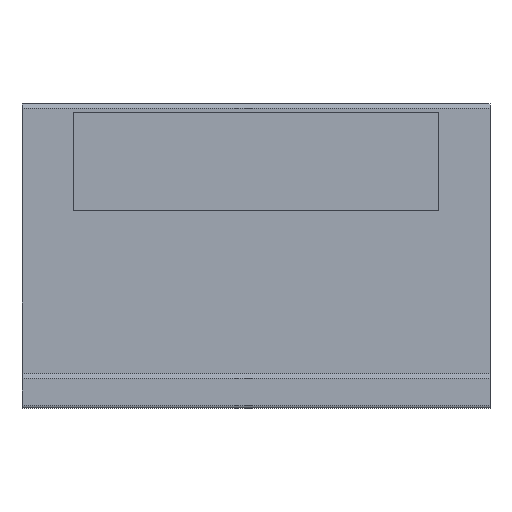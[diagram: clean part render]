
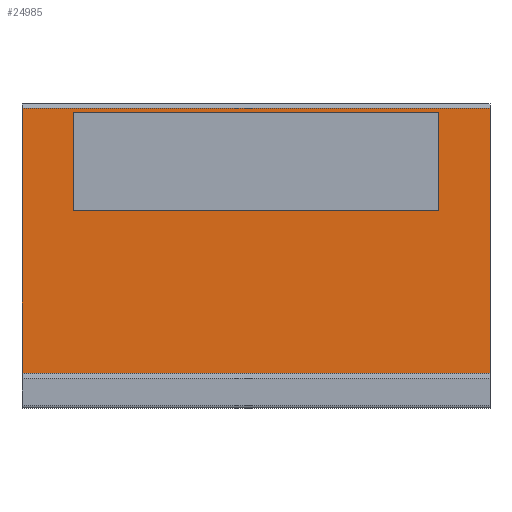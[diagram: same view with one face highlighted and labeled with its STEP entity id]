
A CAD part, front view. The second image highlights one B-rep face of the part: STEP entity #24985.
In plain terms, the highlighted planar face has unit normal (0, -1, 0).
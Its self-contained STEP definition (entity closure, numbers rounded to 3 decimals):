
#3011=CARTESIAN_POINT('',(88.0,-23.,52.718));
#3012=VERTEX_POINT('',#3011);
#3019=CARTESIAN_POINT('',(88.0,-23.,2.913));
#3020=VERTEX_POINT('',#3019);
#3021=CARTESIAN_POINT('',(88.0,-23.,2.913));
#3022=DIRECTION('',(0.0,0.0,1.0));
#3023=VECTOR('',#3022,49.805);
#3024=LINE('',#3021,#3023);
#3025=EDGE_CURVE('',#3020,#3012,#3024,.T.);
#24643=CARTESIAN_POINT('',(0.0,-23.,2.913));
#24644=VERTEX_POINT('',#24643);
#24652=CARTESIAN_POINT('',(0.0,-23.,52.718));
#24653=VERTEX_POINT('',#24652);
#24654=CARTESIAN_POINT('',(0.,-23.,52.718));
#24655=DIRECTION('',(0.0,0.0,-1.0));
#24656=VECTOR('',#24655,49.805);
#24657=LINE('',#24654,#24656);
#24658=EDGE_CURVE('',#24653,#24644,#24657,.T.);
#24964=CARTESIAN_POINT('',(88.0,-23.,52.718));
#24965=DIRECTION('',(0.0,-1.0,0.0));
#24966=DIRECTION('',(1.0,0.0,0.0));
#24967=AXIS2_PLACEMENT_3D('',#24964,#24965,#24966);
#24968=PLANE('',#24967);
#24969=ORIENTED_EDGE('',*,*,#24658,.T.);
#24970=CARTESIAN_POINT('',(88.0,-23.,2.913));
#24971=DIRECTION('',(-1.0,0.0,0.0));
#24972=VECTOR('',#24971,88.0);
#24973=LINE('',#24970,#24972);
#24974=EDGE_CURVE('',#3020,#24644,#24973,.T.);
#24975=ORIENTED_EDGE('',*,*,#24974,.F.);
#24976=ORIENTED_EDGE('',*,*,#3025,.T.);
#24977=CARTESIAN_POINT('',(88.0,-23.,52.718));
#24978=DIRECTION('',(-1.0,0.0,0.0));
#24979=VECTOR('',#24978,88.0);
#24980=LINE('',#24977,#24979);
#24981=EDGE_CURVE('',#3012,#24653,#24980,.T.);
#24982=ORIENTED_EDGE('',*,*,#24981,.T.);
#24983=EDGE_LOOP('',(#24969,#24975,#24976,#24982));
#24984=FACE_OUTER_BOUND('',#24983,.T.);
#24985=ADVANCED_FACE('',(#24984),#24968,.T.);
